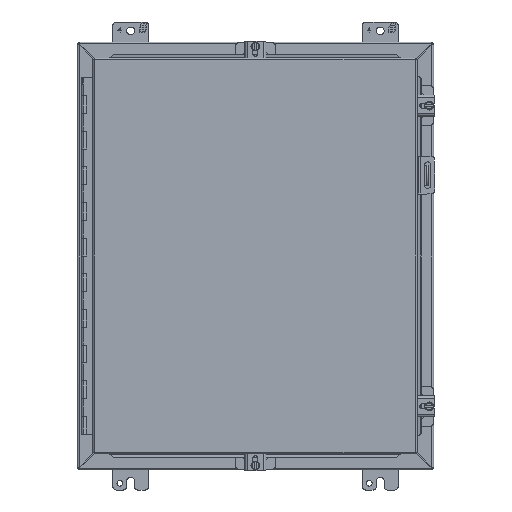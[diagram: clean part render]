
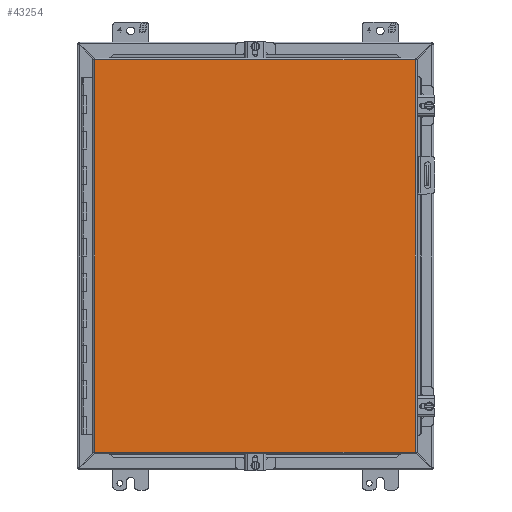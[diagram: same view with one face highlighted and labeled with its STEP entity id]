
A CAD part, front view. The second image highlights one B-rep face of the part: STEP entity #43254.
In plain terms, the highlighted planar face has unit normal (0, -1, 0).
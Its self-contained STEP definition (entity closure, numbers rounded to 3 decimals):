
#3014 = LINE ( 'NONE', #30247, #34784 ) ;
#5371 = ORIENTED_EDGE ( 'NONE', *, *, #22015, .F. ) ;
#5479 = CARTESIAN_POINT ( 'NONE',  ( -9.017, -9.21, 10.994 ) ) ;
#7522 = CARTESIAN_POINT ( 'NONE',  ( -9.017, -9.21, -10.995 ) ) ;
#10675 = LINE ( 'NONE', #26194, #21889 ) ;
#11714 = DIRECTION ( 'NONE',  ( 0., 0., -1. ) ) ;
#11839 = DIRECTION ( 'NONE',  ( 0., 0., -1. ) ) ;
#12217 = LINE ( 'NONE', #46555, #13982 ) ;
#13982 = VECTOR ( 'NONE', #11714, 39.37 ) ;
#14645 = EDGE_CURVE ( 'NONE', #29001, #23447, #12217, .T. ) ;
#16178 = AXIS2_PLACEMENT_3D ( 'NONE', #7522, #42107, #11839 ) ;
#21889 = VECTOR ( 'NONE', #41702, 39.37 ) ;
#22015 = EDGE_CURVE ( 'NONE', #34132, #29001, #40314, .T. ) ;
#22323 = CARTESIAN_POINT ( 'NONE',  ( 8.955, -9.21, -10.995 ) ) ;
#23107 = DIRECTION ( 'NONE',  ( 0., 0., 1. ) ) ;
#23447 = VERTEX_POINT ( 'NONE', #22323 ) ;
#25072 = DIRECTION ( 'NONE',  ( 1., 0., 0. ) ) ;
#25743 = EDGE_CURVE ( 'NONE', #23447, #30905, #10675, .T. ) ;
#25971 = EDGE_LOOP ( 'NONE', ( #43539, #5371, #33564, #31081 ) ) ;
#26194 = CARTESIAN_POINT ( 'NONE',  ( 8.955, -9.21, -10.995 ) ) ;
#26597 = FACE_OUTER_BOUND ( 'NONE', #25971, .T. ) ;
#29001 = VERTEX_POINT ( 'NONE', #43783 ) ;
#30247 = CARTESIAN_POINT ( 'NONE',  ( -9.017, -9.21, -10.995 ) ) ;
#30905 = VERTEX_POINT ( 'NONE', #44854 ) ;
#31081 = ORIENTED_EDGE ( 'NONE', *, *, #25743, .F. ) ;
#33564 = ORIENTED_EDGE ( 'NONE', *, *, #39909, .F. ) ;
#34132 = VERTEX_POINT ( 'NONE', #38037 ) ;
#34784 = VECTOR ( 'NONE', #23107, 39.37 ) ;
#37579 = VECTOR ( 'NONE', #25072, 39.37 ) ;
#38037 = CARTESIAN_POINT ( 'NONE',  ( -9.017, -9.21, 10.995 ) ) ;
#39909 = EDGE_CURVE ( 'NONE', #30905, #34132, #3014, .T. ) ;
#40314 = LINE ( 'NONE', #5479, #37579 ) ;
#41702 = DIRECTION ( 'NONE',  ( -1., 0., 0. ) ) ;
#42107 = DIRECTION ( 'NONE',  ( 0., -1., 0. ) ) ;
#43254 = ADVANCED_FACE ( 'NONE', ( #26597 ), #46173, .T. ) ;
#43539 = ORIENTED_EDGE ( 'NONE', *, *, #14645, .F. ) ;
#43783 = CARTESIAN_POINT ( 'NONE',  ( 8.955, -9.21, 10.995 ) ) ;
#44854 = CARTESIAN_POINT ( 'NONE',  ( -9.017, -9.21, -10.995 ) ) ;
#46173 = PLANE ( 'NONE',  #16178 ) ;
#46555 = CARTESIAN_POINT ( 'NONE',  ( 8.955, -9.21, 10.994 ) ) ;
